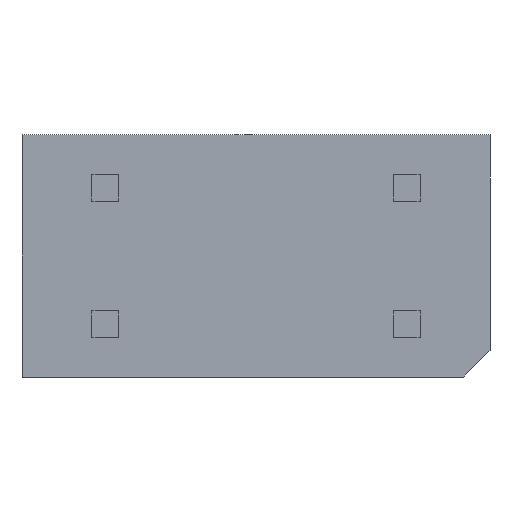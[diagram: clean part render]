
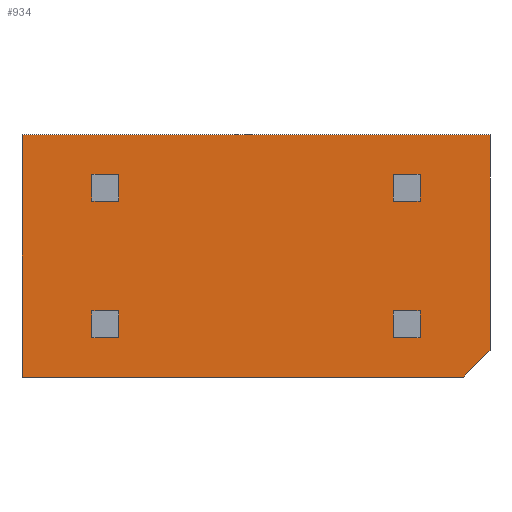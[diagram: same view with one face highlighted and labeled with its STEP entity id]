
A CAD part, front view. The second image highlights one B-rep face of the part: STEP entity #934.
In plain terms, the highlighted planar face has unit normal (0, -1, 0).
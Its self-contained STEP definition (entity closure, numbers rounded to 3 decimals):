
#7=DIRECTION('',(0.707,0.,0.707));
#8=VECTOR('',#7,0.707);
#9=CARTESIAN_POINT('',(3.85,0.,-2.25));
#10=LINE('',#9,#8);
#15=DIRECTION('',(-1.,0.,0.));
#16=VECTOR('',#15,8.2);
#17=CARTESIAN_POINT('',(3.85,0.,-2.25));
#18=LINE('',#17,#16);
#22=DIRECTION('',(0.,0.,1.));
#23=VECTOR('',#22,4.5);
#24=CARTESIAN_POINT('',(-4.35,0.,-2.25));
#25=LINE('',#24,#23);
#29=DIRECTION('',(1.,0.,0.));
#30=VECTOR('',#29,8.7);
#31=CARTESIAN_POINT('',(-4.35,0.,2.25));
#32=LINE('',#31,#30);
#36=DIRECTION('',(0.,0.,-1.));
#37=VECTOR('',#36,4.);
#38=CARTESIAN_POINT('',(4.35,0.,2.25));
#39=LINE('',#38,#37);
#43=DIRECTION('',(0.,0.,-1.));
#44=VECTOR('',#43,0.5);
#45=CARTESIAN_POINT('',(-3.05,0.,1.52));
#46=LINE('',#45,#44);
#50=DIRECTION('',(1.,0.,0.));
#51=VECTOR('',#50,0.5);
#52=CARTESIAN_POINT('',(-3.05,0.,1.02));
#53=LINE('',#52,#51);
#57=DIRECTION('',(0.,0.,1.));
#58=VECTOR('',#57,0.5);
#59=CARTESIAN_POINT('',(-2.55,0.,1.02));
#60=LINE('',#59,#58);
#64=DIRECTION('',(-1.,0.,0.));
#65=VECTOR('',#64,0.5);
#66=CARTESIAN_POINT('',(-2.55,0.,1.52));
#67=LINE('',#66,#65);
#71=DIRECTION('',(0.,0.,-1.));
#72=VECTOR('',#71,0.5);
#73=CARTESIAN_POINT('',(2.55,0.,1.52));
#74=LINE('',#73,#72);
#78=DIRECTION('',(1.,0.,0.));
#79=VECTOR('',#78,0.5);
#80=CARTESIAN_POINT('',(2.55,0.,1.02));
#81=LINE('',#80,#79);
#85=DIRECTION('',(0.,0.,1.));
#86=VECTOR('',#85,0.5);
#87=CARTESIAN_POINT('',(3.05,0.,1.02));
#88=LINE('',#87,#86);
#92=DIRECTION('',(-1.,0.,0.));
#93=VECTOR('',#92,0.5);
#94=CARTESIAN_POINT('',(3.05,0.,1.52));
#95=LINE('',#94,#93);
#99=DIRECTION('',(0.,0.,-1.));
#100=VECTOR('',#99,0.5);
#101=CARTESIAN_POINT('',(-3.05,0.,-1.02));
#102=LINE('',#101,#100);
#106=DIRECTION('',(1.,0.,0.));
#107=VECTOR('',#106,0.5);
#108=CARTESIAN_POINT('',(-3.05,0.,-1.52));
#109=LINE('',#108,#107);
#113=DIRECTION('',(0.,0.,1.));
#114=VECTOR('',#113,0.5);
#115=CARTESIAN_POINT('',(-2.55,0.,-1.52));
#116=LINE('',#115,#114);
#120=DIRECTION('',(-1.,0.,0.));
#121=VECTOR('',#120,0.5);
#122=CARTESIAN_POINT('',(-2.55,0.,-1.02));
#123=LINE('',#122,#121);
#127=DIRECTION('',(0.,0.,-1.));
#128=VECTOR('',#127,0.5);
#129=CARTESIAN_POINT('',(2.55,0.,-1.02));
#130=LINE('',#129,#128);
#134=DIRECTION('',(1.,0.,0.));
#135=VECTOR('',#134,0.5);
#136=CARTESIAN_POINT('',(2.55,0.,-1.52));
#137=LINE('',#136,#135);
#141=DIRECTION('',(0.,0.,1.));
#142=VECTOR('',#141,0.5);
#143=CARTESIAN_POINT('',(3.05,0.,-1.52));
#144=LINE('',#143,#142);
#148=DIRECTION('',(-1.,0.,0.));
#149=VECTOR('',#148,0.5);
#150=CARTESIAN_POINT('',(3.05,0.,-1.02));
#151=LINE('',#150,#149);
#741=CARTESIAN_POINT('',(-4.35,0.,-2.25));
#742=CARTESIAN_POINT('',(-4.35,0.,2.25));
#743=VERTEX_POINT('',#741);
#744=VERTEX_POINT('',#742);
#745=CARTESIAN_POINT('',(4.35,0.,2.25));
#746=VERTEX_POINT('',#745);
#805=CARTESIAN_POINT('',(3.85,0.,-2.25));
#806=CARTESIAN_POINT('',(4.35,0.,-1.75));
#807=VERTEX_POINT('',#805);
#808=VERTEX_POINT('',#806);
#845=CARTESIAN_POINT('',(-3.05,0.,1.52));
#846=CARTESIAN_POINT('',(-3.05,0.,1.02));
#847=VERTEX_POINT('',#845);
#848=VERTEX_POINT('',#846);
#849=CARTESIAN_POINT('',(-2.55,0.,1.02));
#850=VERTEX_POINT('',#849);
#851=CARTESIAN_POINT('',(-2.55,0.,1.52));
#852=VERTEX_POINT('',#851);
#853=CARTESIAN_POINT('',(2.55,0.,1.52));
#854=CARTESIAN_POINT('',(2.55,0.,1.02));
#855=VERTEX_POINT('',#853);
#856=VERTEX_POINT('',#854);
#857=CARTESIAN_POINT('',(3.05,0.,1.02));
#858=VERTEX_POINT('',#857);
#859=CARTESIAN_POINT('',(3.05,0.,1.52));
#860=VERTEX_POINT('',#859);
#861=CARTESIAN_POINT('',(-3.05,0.,-1.02));
#862=CARTESIAN_POINT('',(-3.05,0.,-1.52));
#863=VERTEX_POINT('',#861);
#864=VERTEX_POINT('',#862);
#865=CARTESIAN_POINT('',(-2.55,0.,-1.52));
#866=VERTEX_POINT('',#865);
#867=CARTESIAN_POINT('',(-2.55,0.,-1.02));
#868=VERTEX_POINT('',#867);
#869=CARTESIAN_POINT('',(2.55,0.,-1.02));
#870=CARTESIAN_POINT('',(2.55,0.,-1.52));
#871=VERTEX_POINT('',#869);
#872=VERTEX_POINT('',#870);
#873=CARTESIAN_POINT('',(3.05,0.,-1.52));
#874=VERTEX_POINT('',#873);
#875=CARTESIAN_POINT('',(3.05,0.,-1.02));
#876=VERTEX_POINT('',#875);
#877=CARTESIAN_POINT('',(0.,0.,0.));
#878=DIRECTION('',(0.,1.,0.));
#879=DIRECTION('',(1.,0.,0.));
#880=AXIS2_PLACEMENT_3D('',#877,#878,#879);
#881=PLANE('',#880);
#883=ORIENTED_EDGE('',*,*,#882,.F.);
#885=ORIENTED_EDGE('',*,*,#884,.T.);
#887=ORIENTED_EDGE('',*,*,#886,.T.);
#889=ORIENTED_EDGE('',*,*,#888,.T.);
#891=ORIENTED_EDGE('',*,*,#890,.T.);
#892=EDGE_LOOP('',(#883,#885,#887,#889,#891));
#893=FACE_OUTER_BOUND('',#892,.F.);
#895=ORIENTED_EDGE('',*,*,#894,.T.);
#897=ORIENTED_EDGE('',*,*,#896,.T.);
#899=ORIENTED_EDGE('',*,*,#898,.T.);
#901=ORIENTED_EDGE('',*,*,#900,.T.);
#902=EDGE_LOOP('',(#895,#897,#899,#901));
#903=FACE_BOUND('',#902,.F.);
#905=ORIENTED_EDGE('',*,*,#904,.T.);
#907=ORIENTED_EDGE('',*,*,#906,.T.);
#909=ORIENTED_EDGE('',*,*,#908,.T.);
#911=ORIENTED_EDGE('',*,*,#910,.T.);
#912=EDGE_LOOP('',(#905,#907,#909,#911));
#913=FACE_BOUND('',#912,.F.);
#915=ORIENTED_EDGE('',*,*,#914,.T.);
#917=ORIENTED_EDGE('',*,*,#916,.T.);
#919=ORIENTED_EDGE('',*,*,#918,.T.);
#921=ORIENTED_EDGE('',*,*,#920,.T.);
#922=EDGE_LOOP('',(#915,#917,#919,#921));
#923=FACE_BOUND('',#922,.F.);
#925=ORIENTED_EDGE('',*,*,#924,.T.);
#927=ORIENTED_EDGE('',*,*,#926,.T.);
#929=ORIENTED_EDGE('',*,*,#928,.T.);
#931=ORIENTED_EDGE('',*,*,#930,.T.);
#932=EDGE_LOOP('',(#925,#927,#929,#931));
#933=FACE_BOUND('',#932,.F.);
#934=ADVANCED_FACE('',(#893,#903,#913,#923,#933),#881,.F.);
#882=EDGE_CURVE('',#807,#808,#10,.T.);
#884=EDGE_CURVE('',#807,#743,#18,.T.);
#886=EDGE_CURVE('',#743,#744,#25,.T.);
#888=EDGE_CURVE('',#744,#746,#32,.T.);
#890=EDGE_CURVE('',#746,#808,#39,.T.);
#894=EDGE_CURVE('',#847,#848,#46,.T.);
#896=EDGE_CURVE('',#848,#850,#53,.T.);
#898=EDGE_CURVE('',#850,#852,#60,.T.);
#900=EDGE_CURVE('',#852,#847,#67,.T.);
#904=EDGE_CURVE('',#855,#856,#74,.T.);
#906=EDGE_CURVE('',#856,#858,#81,.T.);
#908=EDGE_CURVE('',#858,#860,#88,.T.);
#910=EDGE_CURVE('',#860,#855,#95,.T.);
#914=EDGE_CURVE('',#863,#864,#102,.T.);
#916=EDGE_CURVE('',#864,#866,#109,.T.);
#918=EDGE_CURVE('',#866,#868,#116,.T.);
#920=EDGE_CURVE('',#868,#863,#123,.T.);
#924=EDGE_CURVE('',#871,#872,#130,.T.);
#926=EDGE_CURVE('',#872,#874,#137,.T.);
#928=EDGE_CURVE('',#874,#876,#144,.T.);
#930=EDGE_CURVE('',#876,#871,#151,.T.);
